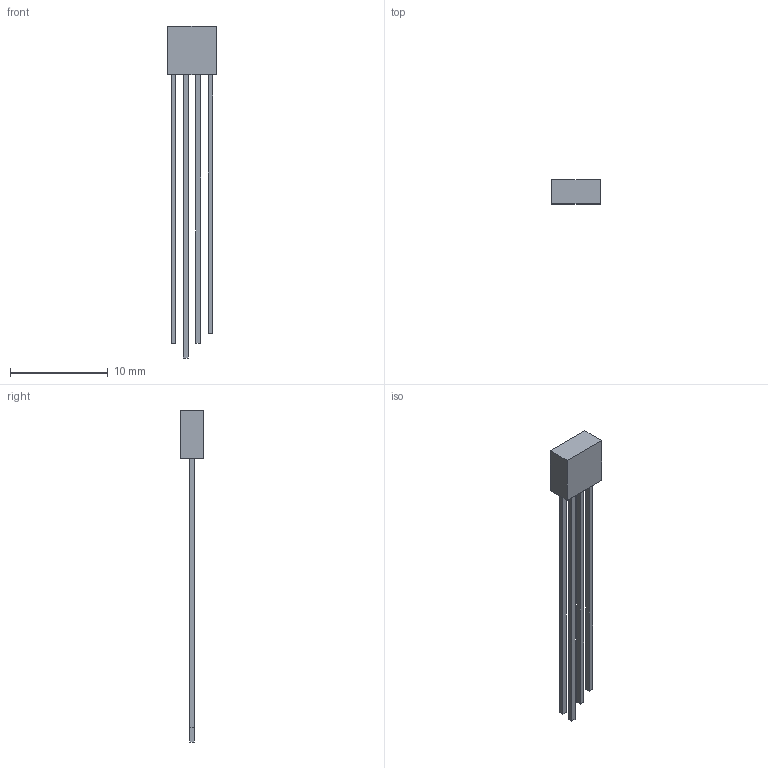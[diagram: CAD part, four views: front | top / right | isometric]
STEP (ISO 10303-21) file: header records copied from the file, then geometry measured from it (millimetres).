
FILE_DESCRIPTION(('FreeCAD Model'),'2;1');
FILE_NAME('led_rgb_rectangle.step','2019-08-05T22:38:48',('Author'),( ''),'Open CASCADE STEP processor 7.3','FreeCAD','Unknown');
FILE_SCHEMA(('AUTOMOTIVE_DESIGN { 1 0 10303 214 1 1 1 1 }'));
Length unit declared in the file: millimetre
Products named in the file (6): LED_RGB; Body-ledrgb-lampe; Body-ledrgb-R; Body-ledrgb-G; Body-ledrgb-B; Body-ledrgb-anode
Assembly tree (5 placements, depth 2):
  LED_RGB
    Body-ledrgb-lampe
    Body-ledrgb-R
    Body-ledrgb-G
    Body-ledrgb-B
    Body-ledrgb-anode
Bounding box: 5 x 2.45 x 34 mm (x, y, z)
Volume: 92 mm3; surface area: 347.6 mm2
Topology: 5 solids, 5 shells, 44 faces, 102 edges, 68 vertices
Faces by surface type: plane 44
Entity records: 1370 total; most frequent: CARTESIAN_POINT 220, ORIENTED_EDGE 204, DIRECTION 202, EDGE_CURVE 102, LINE 102, VECTOR 102, VERTEX_POINT 68, AXIS2_PLACEMENT_3D 50
